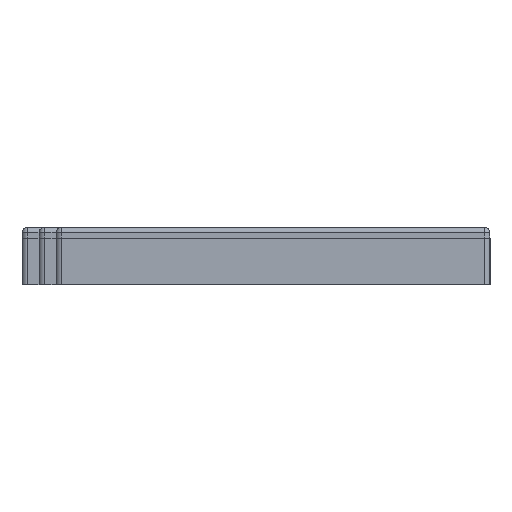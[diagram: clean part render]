
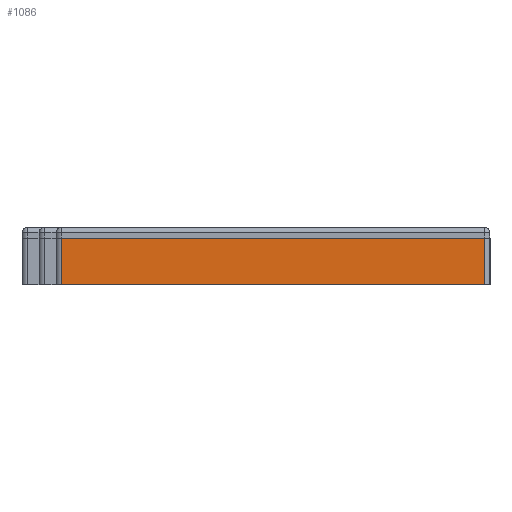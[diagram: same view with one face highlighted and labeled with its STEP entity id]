
A CAD part, left-side view. The second image highlights one B-rep face of the part: STEP entity #1086.
In plain terms, the highlighted planar face has unit normal (-1, 0, 0).
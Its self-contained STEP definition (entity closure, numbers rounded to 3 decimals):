
#185 = VERTEX_POINT('',#186);
#186 = CARTESIAN_POINT('',(-35.927,58.656,13.));
#193 = EDGE_CURVE('',#185,#194,#196,.T.);
#194 = VERTEX_POINT('',#195);
#195 = CARTESIAN_POINT('',(-35.927,-59.593,13.));
#196 = LINE('',#197,#198);
#197 = CARTESIAN_POINT('',(-35.927,60.158,13.));
#198 = VECTOR('',#199,1.);
#199 = DIRECTION('',(0.,-1.,0.));
#1042 = VERTEX_POINT('',#1043);
#1043 = CARTESIAN_POINT('',(-35.927,58.656,0.));
#1050 = EDGE_CURVE('',#1042,#185,#1051,.T.);
#1051 = LINE('',#1052,#1053);
#1052 = CARTESIAN_POINT('',(-35.927,58.656,0.));
#1053 = VECTOR('',#1054,1.);
#1054 = DIRECTION('',(0.,0.,1.));
#1086 = ADVANCED_FACE('',(#1087),#1105,.T.);
#1087 = FACE_BOUND('',#1088,.T.);
#1088 = EDGE_LOOP('',(#1089,#1097,#1103,#1104));
#1089 = ORIENTED_EDGE('',*,*,#1090,.T.);
#1090 = EDGE_CURVE('',#1042,#1091,#1093,.T.);
#1091 = VERTEX_POINT('',#1092);
#1092 = CARTESIAN_POINT('',(-35.927,-59.593,0.));
#1093 = LINE('',#1094,#1095);
#1094 = CARTESIAN_POINT('',(-35.927,60.158,0.));
#1095 = VECTOR('',#1096,1.);
#1096 = DIRECTION('',(0.,-1.,0.));
#1097 = ORIENTED_EDGE('',*,*,#1098,.T.);
#1098 = EDGE_CURVE('',#1091,#194,#1099,.T.);
#1099 = LINE('',#1100,#1101);
#1100 = CARTESIAN_POINT('',(-35.927,-59.593,0.));
#1101 = VECTOR('',#1102,1.);
#1102 = DIRECTION('',(0.,0.,1.));
#1103 = ORIENTED_EDGE('',*,*,#193,.F.);
#1104 = ORIENTED_EDGE('',*,*,#1050,.F.);
#1105 = PLANE('',#1106);
#1106 = AXIS2_PLACEMENT_3D('',#1107,#1108,#1109);
#1107 = CARTESIAN_POINT('',(-35.927,-0.467,6.5));
#1108 = DIRECTION('',(-1.,-0.,-0.));
#1109 = DIRECTION('',(0.,0.,-1.));
